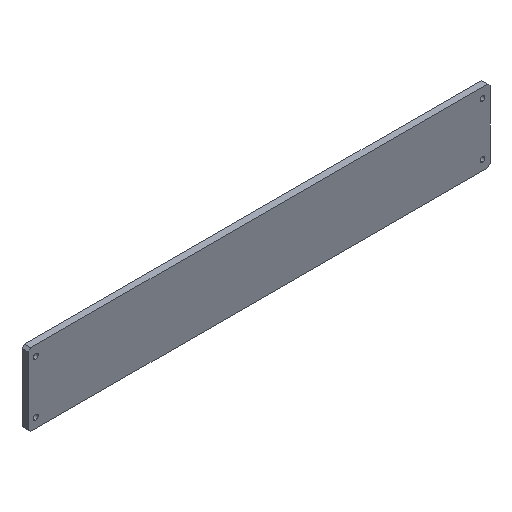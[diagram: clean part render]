
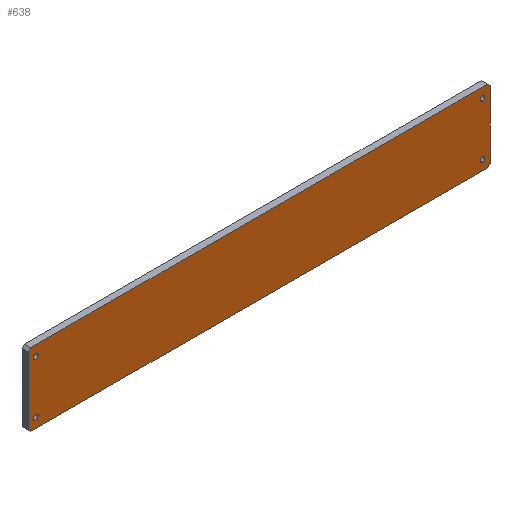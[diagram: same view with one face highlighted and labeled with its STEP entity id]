
A CAD part, isometric view. The second image highlights one B-rep face of the part: STEP entity #638.
In plain terms, the highlighted planar face has unit normal (0, -1, 0).
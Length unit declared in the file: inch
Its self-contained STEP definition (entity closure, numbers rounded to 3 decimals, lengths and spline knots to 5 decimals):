
#2 = VECTOR ( 'NONE', #438, 39.37008 ) ;
#4 = VERTEX_POINT ( 'NONE', #34 ) ;
#6 = EDGE_CURVE ( 'NONE', #306, #4, #255, .T. ) ;
#11 = EDGE_CURVE ( 'NONE', #399, #489, #68, .T. ) ;
#14 = CARTESIAN_POINT ( 'NONE',  ( -8.465, 0., -1. ) ) ;
#16 = DIRECTION ( 'NONE',  ( 0., 1., 0. ) ) ;
#20 = FACE_BOUND ( 'NONE', #433, .T. ) ;
#27 = CIRCLE ( 'NONE', #147, 0.09375 ) ;
#33 = DIRECTION ( 'NONE',  ( 0., 1., 0. ) ) ;
#34 = CARTESIAN_POINT ( 'NONE',  ( 8.465, 0., 1.09375 ) ) ;
#37 = DIRECTION ( 'NONE',  ( 0., 1., 0. ) ) ;
#68 = LINE ( 'NONE', #535, #560 ) ;
#79 = DIRECTION ( 'NONE',  ( 0., 1., 0. ) ) ;
#80 = ORIENTED_EDGE ( 'NONE', *, *, #553, .T. ) ;
#84 = CARTESIAN_POINT ( 'NONE',  ( -8.465, 0., 1. ) ) ;
#87 = EDGE_LOOP ( 'NONE', ( #363, #471, #287, #161, #289, #393, #507, #547 ) ) ;
#103 = EDGE_CURVE ( 'NONE', #581, #176, #222, .T. ) ;
#109 = AXIS2_PLACEMENT_3D ( 'NONE', #14, #342, #268 ) ;
#115 = VERTEX_POINT ( 'NONE', #384 ) ;
#116 = VERTEX_POINT ( 'NONE', #622 ) ;
#122 = ORIENTED_EDGE ( 'NONE', *, *, #341, .T. ) ;
#124 = DIRECTION ( 'NONE',  ( 0., 0., 1. ) ) ;
#126 = CARTESIAN_POINT ( 'NONE',  ( 8.465, 0., 1. ) ) ;
#131 = LINE ( 'NONE', #359, #140 ) ;
#132 = CARTESIAN_POINT ( 'NONE',  ( 5.0125, 0., -5.0125 ) ) ;
#139 = EDGE_CURVE ( 'NONE', #464, #558, #246, .T. ) ;
#140 = VECTOR ( 'NONE', #408, 39.37008 ) ;
#145 = CARTESIAN_POINT ( 'NONE',  ( -8.75, 0., 1.275 ) ) ;
#147 = AXIS2_PLACEMENT_3D ( 'NONE', #245, #445, #427 ) ;
#159 = DIRECTION ( 'NONE',  ( -0.707, 0., -0.707 ) ) ;
#160 = CIRCLE ( 'NONE', #440, 0.09375 ) ;
#161 = ORIENTED_EDGE ( 'NONE', *, *, #376, .T. ) ;
#165 = AXIS2_PLACEMENT_3D ( 'NONE', #350, #360, #196 ) ;
#166 = CARTESIAN_POINT ( 'NONE',  ( 8.75, 0., 1.375 ) ) ;
#171 = VERTEX_POINT ( 'NONE', #179 ) ;
#176 = VERTEX_POINT ( 'NONE', #193 ) ;
#177 = EDGE_LOOP ( 'NONE', ( #254, #620 ) ) ;
#178 = DIRECTION ( 'NONE',  ( 0., 0., 1. ) ) ;
#179 = CARTESIAN_POINT ( 'NONE',  ( 8.75, 0., -1.275 ) ) ;
#182 = VERTEX_POINT ( 'NONE', #346 ) ;
#183 = CARTESIAN_POINT ( 'NONE',  ( 8.465, 0., -1. ) ) ;
#187 = CARTESIAN_POINT ( 'NONE',  ( -5.0125, 0., 5.0125 ) ) ;
#191 = EDGE_LOOP ( 'NONE', ( #280, #474 ) ) ;
#192 = CIRCLE ( 'NONE', #109, 0.09375 ) ;
#193 = CARTESIAN_POINT ( 'NONE',  ( 8.465, 0., -1.09375 ) ) ;
#196 = DIRECTION ( 'NONE',  ( 0., 0., 1. ) ) ;
#219 = VECTOR ( 'NONE', #405, 39.37008 ) ;
#222 = CIRCLE ( 'NONE', #562, 0.09375 ) ;
#226 = CARTESIAN_POINT ( 'NONE',  ( 8.465, 0., 0.90625 ) ) ;
#231 = CARTESIAN_POINT ( 'NONE',  ( 8.65, 0., 1.375 ) ) ;
#237 = LINE ( 'NONE', #132, #2 ) ;
#242 = DIRECTION ( 'NONE',  ( -0.707, 0., 0.707 ) ) ;
#244 = EDGE_CURVE ( 'NONE', #476, #115, #160, .T. ) ;
#245 = CARTESIAN_POINT ( 'NONE',  ( -8.465, 0., -1. ) ) ;
#246 = LINE ( 'NONE', #600, #506 ) ;
#252 = DIRECTION ( 'NONE',  ( 0., 0., 1. ) ) ;
#253 = DIRECTION ( 'NONE',  ( 0., 1., 0. ) ) ;
#254 = ORIENTED_EDGE ( 'NONE', *, *, #509, .T. ) ;
#255 = CIRCLE ( 'NONE', #165, 0.09375 ) ;
#259 = CARTESIAN_POINT ( 'NONE',  ( 8.465, 0., -0.90625 ) ) ;
#268 = DIRECTION ( 'NONE',  ( 0., 0., 1. ) ) ;
#275 = FACE_BOUND ( 'NONE', #191, .T. ) ;
#280 = ORIENTED_EDGE ( 'NONE', *, *, #103, .T. ) ;
#282 = AXIS2_PLACEMENT_3D ( 'NONE', #84, #37, #527 ) ;
#287 = ORIENTED_EDGE ( 'NONE', *, *, #542, .F. ) ;
#289 = ORIENTED_EDGE ( 'NONE', *, *, #11, .F. ) ;
#290 = EDGE_CURVE ( 'NONE', #176, #581, #470, .T. ) ;
#295 = CARTESIAN_POINT ( 'NONE',  ( 8.65, 0., -1.375 ) ) ;
#298 = ORIENTED_EDGE ( 'NONE', *, *, #591, .T. ) ;
#302 = DIRECTION ( 'NONE',  ( 0., 0., -1. ) ) ;
#303 = CARTESIAN_POINT ( 'NONE',  ( 0., 0., 0. ) ) ;
#306 = VERTEX_POINT ( 'NONE', #226 ) ;
#307 = EDGE_CURVE ( 'NONE', #464, #116, #317, .T. ) ;
#312 = LINE ( 'NONE', #564, #446 ) ;
#316 = AXIS2_PLACEMENT_3D ( 'NONE', #303, #367, #454 ) ;
#317 = LINE ( 'NONE', #598, #219 ) ;
#336 = VECTOR ( 'NONE', #159, 39.37008 ) ;
#341 = EDGE_CURVE ( 'NONE', #545, #511, #192, .T. ) ;
#342 = DIRECTION ( 'NONE',  ( 0., 1., 0. ) ) ;
#343 = VECTOR ( 'NONE', #302, 39.37008 ) ;
#344 = CARTESIAN_POINT ( 'NONE',  ( -8.75, 0., -1.275 ) ) ;
#346 = CARTESIAN_POINT ( 'NONE',  ( 8.75, 0., 1.275 ) ) ;
#350 = CARTESIAN_POINT ( 'NONE',  ( 8.465, 0., 1. ) ) ;
#351 = EDGE_CURVE ( 'NONE', #399, #558, #593, .T. ) ;
#359 = CARTESIAN_POINT ( 'NONE',  ( -8.75, 0., -1.375 ) ) ;
#360 = DIRECTION ( 'NONE',  ( 0., 1., 0. ) ) ;
#363 = ORIENTED_EDGE ( 'NONE', *, *, #504, .F. ) ;
#367 = DIRECTION ( 'NONE',  ( 0., -1., 0. ) ) ;
#371 = CIRCLE ( 'NONE', #444, 0.09375 ) ;
#372 = ORIENTED_EDGE ( 'NONE', *, *, #6, .T. ) ;
#376 = EDGE_CURVE ( 'NONE', #182, #489, #312, .T. ) ;
#384 = CARTESIAN_POINT ( 'NONE',  ( -8.465, 0., 1.09375 ) ) ;
#393 = ORIENTED_EDGE ( 'NONE', *, *, #351, .T. ) ;
#396 = FACE_BOUND ( 'NONE', #567, .T. ) ;
#397 = DIRECTION ( 'NONE',  ( 0., 0., 1. ) ) ;
#399 = VERTEX_POINT ( 'NONE', #485 ) ;
#405 = DIRECTION ( 'NONE',  ( 0.707, 0., -0.707 ) ) ;
#408 = DIRECTION ( 'NONE',  ( -1., 0., 0. ) ) ;
#414 = LINE ( 'NONE', #166, #343 ) ;
#427 = DIRECTION ( 'NONE',  ( 0., 0., 1. ) ) ;
#428 = CARTESIAN_POINT ( 'NONE',  ( -8.465, 0., -0.90625 ) ) ;
#429 = EDGE_CURVE ( 'NONE', #551, #171, #237, .T. ) ;
#432 = FACE_OUTER_BOUND ( 'NONE', #87, .T. ) ;
#433 = EDGE_LOOP ( 'NONE', ( #122, #80 ) ) ;
#438 = DIRECTION ( 'NONE',  ( 0.707, 0., 0.707 ) ) ;
#440 = AXIS2_PLACEMENT_3D ( 'NONE', #639, #79, #124 ) ;
#444 = AXIS2_PLACEMENT_3D ( 'NONE', #126, #16, #178 ) ;
#445 = DIRECTION ( 'NONE',  ( 0., 1., 0. ) ) ;
#446 = VECTOR ( 'NONE', #242, 39.37008 ) ;
#454 = DIRECTION ( 'NONE',  ( 0., 0., -1. ) ) ;
#457 = CARTESIAN_POINT ( 'NONE',  ( -8.465, 0., 0.90625 ) ) ;
#464 = VERTEX_POINT ( 'NONE', #344 ) ;
#465 = DIRECTION ( 'NONE',  ( 0., 0., 1. ) ) ;
#466 = PLANE ( 'NONE',  #316 ) ;
#470 = CIRCLE ( 'NONE', #632, 0.09375 ) ;
#471 = ORIENTED_EDGE ( 'NONE', *, *, #429, .T. ) ;
#474 = ORIENTED_EDGE ( 'NONE', *, *, #290, .T. ) ;
#476 = VERTEX_POINT ( 'NONE', #457 ) ;
#485 = CARTESIAN_POINT ( 'NONE',  ( -8.65, 0., 1.375 ) ) ;
#489 = VERTEX_POINT ( 'NONE', #231 ) ;
#504 = EDGE_CURVE ( 'NONE', #551, #116, #131, .T. ) ;
#506 = VECTOR ( 'NONE', #465, 39.37008 ) ;
#507 = ORIENTED_EDGE ( 'NONE', *, *, #139, .F. ) ;
#509 = EDGE_CURVE ( 'NONE', #115, #476, #631, .T. ) ;
#511 = VERTEX_POINT ( 'NONE', #537 ) ;
#527 = DIRECTION ( 'NONE',  ( 0., 0., 1. ) ) ;
#535 = CARTESIAN_POINT ( 'NONE',  ( -8.75, 0., 1.375 ) ) ;
#537 = CARTESIAN_POINT ( 'NONE',  ( -8.465, 0., -1.09375 ) ) ;
#542 = EDGE_CURVE ( 'NONE', #182, #171, #414, .T. ) ;
#545 = VERTEX_POINT ( 'NONE', #428 ) ;
#547 = ORIENTED_EDGE ( 'NONE', *, *, #307, .T. ) ;
#550 = DIRECTION ( 'NONE',  ( 1., 0., 0. ) ) ;
#551 = VERTEX_POINT ( 'NONE', #295 ) ;
#553 = EDGE_CURVE ( 'NONE', #511, #545, #27, .T. ) ;
#558 = VERTEX_POINT ( 'NONE', #145 ) ;
#560 = VECTOR ( 'NONE', #550, 39.37008 ) ;
#562 = AXIS2_PLACEMENT_3D ( 'NONE', #183, #253, #252 ) ;
#564 = CARTESIAN_POINT ( 'NONE',  ( 5.0125, 0., 5.0125 ) ) ;
#567 = EDGE_LOOP ( 'NONE', ( #298, #372 ) ) ;
#581 = VERTEX_POINT ( 'NONE', #259 ) ;
#591 = EDGE_CURVE ( 'NONE', #4, #306, #371, .T. ) ;
#593 = LINE ( 'NONE', #187, #336 ) ;
#598 = CARTESIAN_POINT ( 'NONE',  ( -5.0125, 0., -5.0125 ) ) ;
#600 = CARTESIAN_POINT ( 'NONE',  ( -8.75, 0., 1.375 ) ) ;
#604 = CARTESIAN_POINT ( 'NONE',  ( 8.465, 0., -1. ) ) ;
#617 = FACE_BOUND ( 'NONE', #177, .T. ) ;
#620 = ORIENTED_EDGE ( 'NONE', *, *, #244, .T. ) ;
#622 = CARTESIAN_POINT ( 'NONE',  ( -8.65, 0., -1.375 ) ) ;
#631 = CIRCLE ( 'NONE', #282, 0.09375 ) ;
#632 = AXIS2_PLACEMENT_3D ( 'NONE', #604, #33, #397 ) ;
#638 = ADVANCED_FACE ( 'NONE', ( #617, #275, #396, #20, #432 ), #466, .T. ) ;
#639 = CARTESIAN_POINT ( 'NONE',  ( -8.465, 0., 1. ) ) ;
